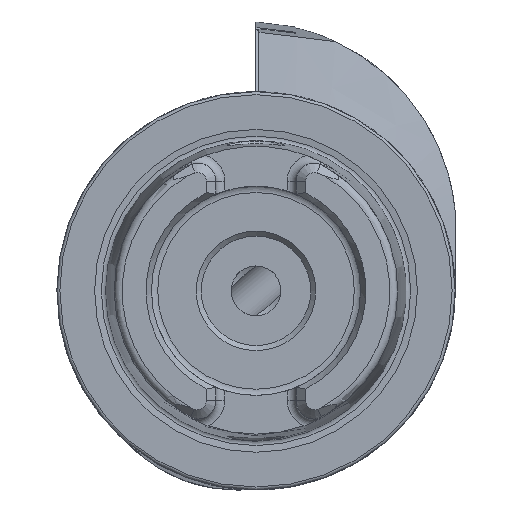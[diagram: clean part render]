
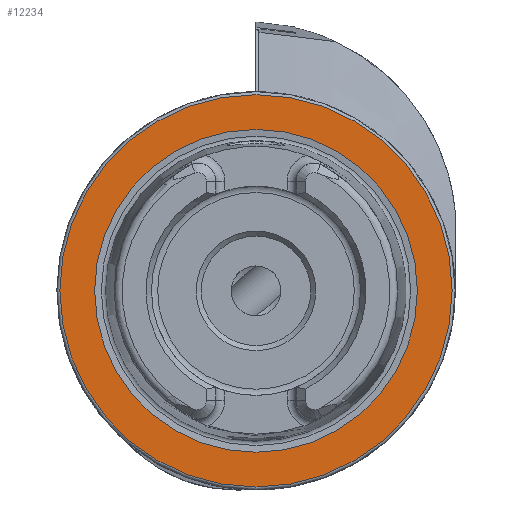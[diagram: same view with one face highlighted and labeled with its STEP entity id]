
A CAD part, left-side view. The second image highlights one B-rep face of the part: STEP entity #12234.
In plain terms, the highlighted planar face has unit normal (-1, 0, 0).
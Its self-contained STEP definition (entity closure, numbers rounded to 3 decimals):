
#779 = VERTEX_POINT ( 'NONE', #13094 ) ;
#872 = EDGE_CURVE ( 'NONE', #779, #779, #10918, .T. ) ;
#931 = EDGE_CURVE ( 'NONE', #3959, #3959, #3775, .T. ) ;
#2657 = EDGE_LOOP ( 'NONE', ( #10514 ) ) ;
#2772 = AXIS2_PLACEMENT_3D ( 'NONE', #10386, #4278, #11373 ) ;
#3775 = CIRCLE ( 'NONE', #9163, 16.207 ) ;
#3959 = VERTEX_POINT ( 'NONE', #9048 ) ;
#4278 = DIRECTION ( 'NONE',  ( -1., 0., 0. ) ) ;
#5305 = EDGE_LOOP ( 'NONE', ( #7351 ) ) ;
#5314 = CARTESIAN_POINT ( 'NONE',  ( 0., 0., 0. ) ) ;
#6059 = FACE_BOUND ( 'NONE', #5305, .T. ) ;
#6344 = DIRECTION ( 'NONE',  ( 0., 0., -1. ) ) ;
#6392 = CARTESIAN_POINT ( 'NONE',  ( 0., 19.7, 0. ) ) ;
#6433 = DIRECTION ( 'NONE',  ( 0., 0., 1. ) ) ;
#7351 = ORIENTED_EDGE ( 'NONE', *, *, #931, .F. ) ;
#9048 = CARTESIAN_POINT ( 'NONE',  ( 0., 0., 16.207 ) ) ;
#9163 = AXIS2_PLACEMENT_3D ( 'NONE', #5314, #12410, #6433 ) ;
#9376 = DIRECTION ( 'NONE',  ( 1., 0., 0. ) ) ;
#10386 = CARTESIAN_POINT ( 'NONE',  ( 0., 0., 0. ) ) ;
#10514 = ORIENTED_EDGE ( 'NONE', *, *, #872, .T. ) ;
#10918 = CIRCLE ( 'NONE', #2772, 19.7 ) ;
#11373 = DIRECTION ( 'NONE',  ( 0., 0., 1. ) ) ;
#11443 = FACE_OUTER_BOUND ( 'NONE', #2657, .T. ) ;
#12101 = PLANE ( 'NONE',  #12314 ) ;
#12234 = ADVANCED_FACE ( 'NONE', ( #6059, #11443 ), #12101, .F. ) ;
#12314 = AXIS2_PLACEMENT_3D ( 'NONE', #6392, #9376, #6344 ) ;
#12410 = DIRECTION ( 'NONE',  ( -1., 0., 0. ) ) ;
#13094 = CARTESIAN_POINT ( 'NONE',  ( 0., 0., 19.7 ) ) ;
